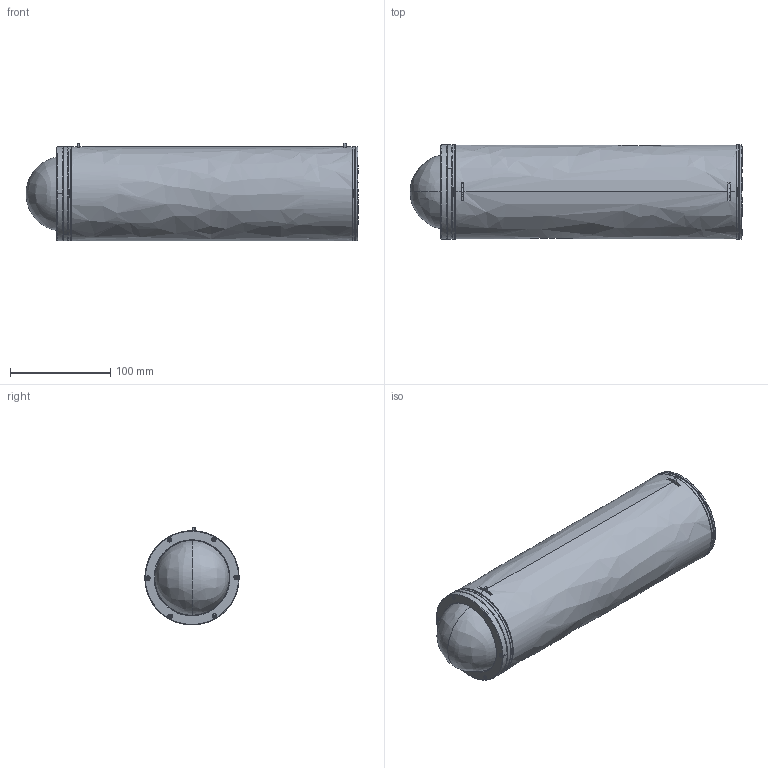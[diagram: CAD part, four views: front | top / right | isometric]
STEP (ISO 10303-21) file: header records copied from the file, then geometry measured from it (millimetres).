
FILE_DESCRIPTION(('FreeCAD Model'),'2;1');
FILE_NAME('Open CASCADE Shape Model','2025-05-03T08:06:24',('FreeCAD'),( 'FreeCAD'),'Open CASCADE STEP processor 7.6','FreeCAD','Unknown');
FILE_SCHEMA(('AUTOMOTIVE_DESIGN { 1 0 10303 214 1 1 1 1 }'));
Products named in the file (1): Open CASCADE STEP translator 7.6 1
Bounding box: 330.75 x 93.8 x 97.44 mm (x, y, z)
Volume: 604502 mm3; surface area: 284983.6 mm2
Topology: 32 solids, 32 shells, 1238 faces, 2917 edges, 1792 vertices
Faces by surface type: bspline 1238
Entity records: 38503 total; most frequent: CARTESIAN_POINT 21865, ORIENTED_EDGE 5806, EDGE_CURVE 2903, VERTEX_POINT 1792, B_SPLINE_CURVE_WITH_KNOTS 1485, FACE_BOUND 1426, EDGE_LOOP 1426, ADVANCED_FACE 1238
